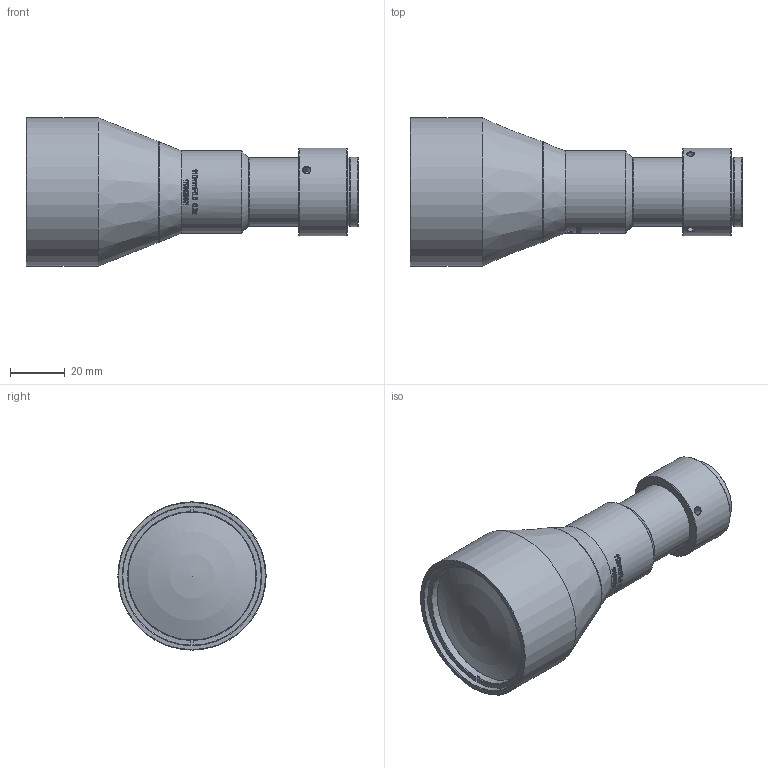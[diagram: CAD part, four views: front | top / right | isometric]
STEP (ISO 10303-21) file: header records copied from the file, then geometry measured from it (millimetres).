
FILE_DESCRIPTION(/* description */ (''),/* implementation_level */ '2;1');
FILE_NAME(/* name */ 'TL030110A_ASM.stp',/* time_stamp */ '2022-03-22T14:34:09+08:00',/* author */ (''),/* organization */ (''),/* preprocessor_version */ 'ST-DEVELOPER v16',/* originating_system */ 'SIEMENS PLM Software NX 10.0',/* authorisation */ '');
FILE_SCHEMA (('AUTOMOTIVE_DESIGN { 1 0 10303 214 3 1 1 1 }'));
Length unit declared in the file: millimetre
Products named in the file (1): FLY2C402F684ghy
Bounding box: 120.94 x 54 x 54 mm (x, y, z)
Volume: 61590.3 mm3; surface area: 42054 mm2
Topology: 7 solids, 7 shells, 476 faces, 1158 edges, 763 vertices
Faces by surface type: extrusion 169, plane 167, cone 67, cylinder 66, sphere 4, bspline 3
Full cylindrical faces by diameter (mm): 2.7 x3, 4.9 x1, 5.4 x1, 5.9 x1, 6.4 x1, 6.9 x1, 7.4 x1, 10.5 x1, 12.4 x2, 13.2 x2, 15.6 x1, 18 x2, 18.4 x1, 19.2 x1, 19.4 x3, 20.2 x2, 20.4 x3, 21 x1, 21.2 x2, 21.4 x1, 22 x1, 22.2 x1, 24.6 x1, 25 x2, 25.4 x1, 26.8 x1, 27.8 x1, 29.4 x1, 30 x1, 30.2 x1
Entity records: 16910 total; most frequent: CARTESIAN_POINT 7088, ORIENTED_EDGE 1986, DIRECTION 1539, EDGE_CURVE 993, VERTEX_POINT 726, EDGE_LOOP 687, B_SPLINE_CURVE_WITH_KNOTS 636, AXIS2_PLACEMENT_3D 539
